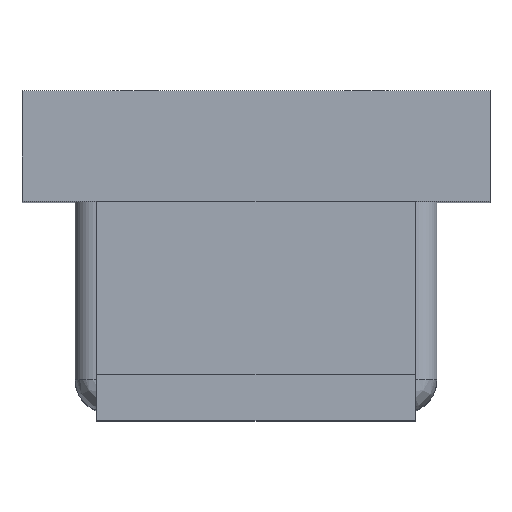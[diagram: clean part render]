
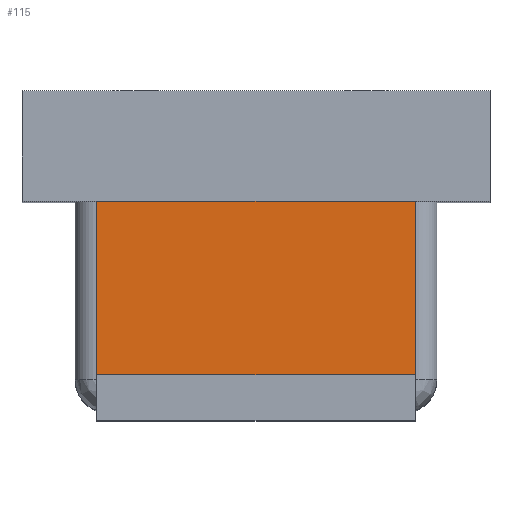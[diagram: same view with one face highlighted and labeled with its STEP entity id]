
A CAD part, top view. The second image highlights one B-rep face of the part: STEP entity #115.
In plain terms, the highlighted planar face has unit normal (0, 0, 1).
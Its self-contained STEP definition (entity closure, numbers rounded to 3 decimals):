
#115 = ADVANCED_FACE ( 'NONE', ( #1484 ), #427, .F. ) ;
#226 = EDGE_CURVE ( 'NONE', #1192, #1193, #1853, .T. ) ;
#244 = EDGE_CURVE ( 'NONE', #1216, #1192, #1859, .T. ) ;
#247 = EDGE_CURVE ( 'NONE', #1216, #1217, #1862, .T. ) ;
#248 = EDGE_CURVE ( 'NONE', #1217, #1193, #1863, .T. ) ;
#427 = PLANE ( 'NONE',  #1502 ) ;
#428 = CARTESIAN_POINT ( 'NONE',  ( -0.735, 1., 1.55 ) ) ;
#429 = DIRECTION ( 'NONE',  ( 0., 0., -1. ) ) ;
#430 = DIRECTION ( 'NONE',  ( -1., 0., 0. ) ) ;
#921 = EDGE_LOOP ( 'NONE', ( #1139, #1140, #1138, #1141 ) ) ;
#1138 = ORIENTED_EDGE ( 'NONE', *, *, #248, .T. ) ;
#1139 = ORIENTED_EDGE ( 'NONE', *, *, #244, .F. ) ;
#1140 = ORIENTED_EDGE ( 'NONE', *, *, #247, .T. ) ;
#1141 = ORIENTED_EDGE ( 'NONE', *, *, #226, .F. ) ;
#1192 = VERTEX_POINT ( 'NONE', #2084 ) ;
#1193 = VERTEX_POINT ( 'NONE', #2085 ) ;
#1216 = VERTEX_POINT ( 'NONE', #2117 ) ;
#1217 = VERTEX_POINT ( 'NONE', #2118 ) ;
#1484 = FACE_OUTER_BOUND ( 'NONE', #921, .T. ) ;
#1502 = AXIS2_PLACEMENT_3D ( 'NONE', #428, #429, #430 ) ;
#1853 = LINE ( 'NONE', #1960, #1929 ) ;
#1859 = LINE ( 'NONE', #2024, #1948 ) ;
#1862 = LINE ( 'NONE', #2030, #1952 ) ;
#1863 = LINE ( 'NONE', #2032, #1953 ) ;
#1929 = VECTOR ( 'NONE', #1961, 1000. ) ;
#1948 = VECTOR ( 'NONE', #2025, 1000. ) ;
#1952 = VECTOR ( 'NONE', #2031, 1000. ) ;
#1953 = VECTOR ( 'NONE', #2033, 1000. ) ;
#1960 = CARTESIAN_POINT ( 'NONE',  ( -0.735, 0.2, 1.55 ) ) ;
#1961 = DIRECTION ( 'NONE',  ( -1., 0., 0. ) ) ;
#2024 = CARTESIAN_POINT ( 'NONE',  ( 0.735, 1., 1.55 ) ) ;
#2025 = DIRECTION ( 'NONE',  ( 0., -1., 0. ) ) ;
#2030 = CARTESIAN_POINT ( 'NONE',  ( 1.08, 1., 1.55 ) ) ;
#2031 = DIRECTION ( 'NONE',  ( -1., 0., 0. ) ) ;
#2032 = CARTESIAN_POINT ( 'NONE',  ( -0.735, 1., 1.55 ) ) ;
#2033 = DIRECTION ( 'NONE',  ( 0., -1., 0. ) ) ;
#2084 = CARTESIAN_POINT ( 'NONE',  ( 0.735, 0.2, 1.55 ) ) ;
#2085 = CARTESIAN_POINT ( 'NONE',  ( -0.735, 0.2, 1.55 ) ) ;
#2117 = CARTESIAN_POINT ( 'NONE',  ( 0.735, 1., 1.55 ) ) ;
#2118 = CARTESIAN_POINT ( 'NONE',  ( -0.735, 1., 1.55 ) ) ;
